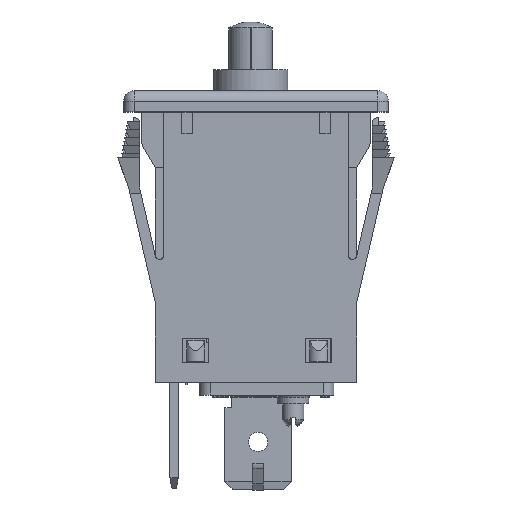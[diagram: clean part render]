
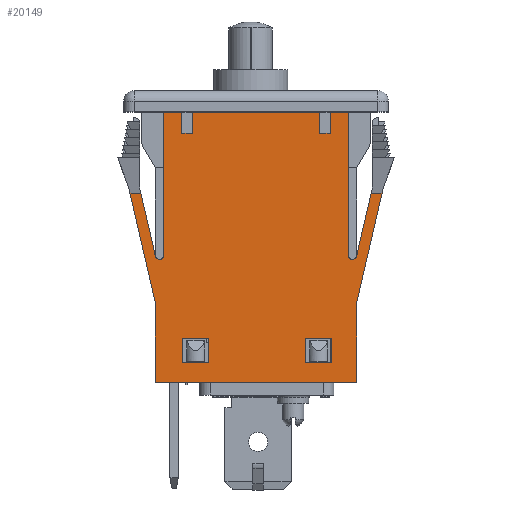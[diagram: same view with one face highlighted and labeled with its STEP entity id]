
A CAD part, top view. The second image highlights one B-rep face of the part: STEP entity #20149.
In plain terms, the highlighted planar face has unit normal (0, 0, 1).
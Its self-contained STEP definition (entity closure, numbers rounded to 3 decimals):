
#1045=DIRECTION('',(0.,-1.,0.));
#1046=VECTOR('',#1045,2.);
#1047=CARTESIAN_POINT('',(6.5,26.,5.5));
#1048=LINE('',#1047,#1046);
#1052=DIRECTION('',(1.,0.,0.));
#1053=VECTOR('',#1052,1.);
#1054=CARTESIAN_POINT('',(6.5,24.,5.5));
#1055=LINE('',#1054,#1053);
#1059=DIRECTION('',(0.,-1.,0.));
#1060=VECTOR('',#1059,2.);
#1061=CARTESIAN_POINT('',(7.5,26.,5.5));
#1062=LINE('',#1061,#1060);
#1066=DIRECTION('',(1.,0.,0.));
#1067=VECTOR('',#1066,1.7);
#1068=CARTESIAN_POINT('',(7.5,26.,5.5));
#1069=LINE('',#1068,#1067);
#1073=DIRECTION('',(0.,1.,0.));
#1074=VECTOR('',#1073,13.5);
#1075=CARTESIAN_POINT('',(9.2,12.5,5.5));
#1076=LINE('',#1075,#1074);
#1080=CARTESIAN_POINT('',(9.6,12.5,5.5));
#1081=DIRECTION('',(0.,0.,1.));
#1082=DIRECTION('',(-1.,0.,0.));
#1083=AXIS2_PLACEMENT_3D('',#1080,#1081,#1082);
#1088=DIRECTION('',(0.,1.,0.));
#1089=VECTOR('',#1088,7.509);
#1090=CARTESIAN_POINT('',(10.,0.5,5.5));
#1091=LINE('',#1090,#1089);
#1095=DIRECTION('',(-1.,0.,0.));
#1096=VECTOR('',#1095,19.);
#1097=CARTESIAN_POINT('',(10.,0.5,5.5));
#1098=LINE('',#1097,#1096);
#1102=DIRECTION('',(0.,-1.,0.));
#1103=VECTOR('',#1102,7.509);
#1104=CARTESIAN_POINT('',(-9.,8.009,5.5));
#1105=LINE('',#1104,#1103);
#1109=CARTESIAN_POINT('',(-8.6,12.5,5.5));
#1110=DIRECTION('',(0.,0.,1.));
#1111=DIRECTION('',(-0.974,-0.225,0.));
#1112=AXIS2_PLACEMENT_3D('',#1109,#1110,#1111);
#1117=DIRECTION('',(0.,-1.,0.));
#1118=VECTOR('',#1117,13.5);
#1119=CARTESIAN_POINT('',(-8.2,26.,5.5));
#1120=LINE('',#1119,#1118);
#1124=DIRECTION('',(1.,0.,0.));
#1125=VECTOR('',#1124,1.7);
#1126=CARTESIAN_POINT('',(-8.2,26.,5.5));
#1127=LINE('',#1126,#1125);
#1131=DIRECTION('',(0.,-1.,0.));
#1132=VECTOR('',#1131,2.);
#1133=CARTESIAN_POINT('',(-6.5,26.,5.5));
#1134=LINE('',#1133,#1132);
#1138=DIRECTION('',(1.,0.,0.));
#1139=VECTOR('',#1138,1.);
#1140=CARTESIAN_POINT('',(-6.5,24.,5.5));
#1141=LINE('',#1140,#1139);
#1145=DIRECTION('',(0.,-1.,0.));
#1146=VECTOR('',#1145,2.);
#1147=CARTESIAN_POINT('',(-5.5,26.,5.5));
#1148=LINE('',#1147,#1146);
#1152=DIRECTION('',(1.,0.,0.));
#1153=VECTOR('',#1152,12.);
#1154=CARTESIAN_POINT('',(-5.5,26.,5.5));
#1155=LINE('',#1154,#1153);
#1159=DIRECTION('',(0.,-1.,0.));
#1160=VECTOR('',#1159,2.3);
#1161=CARTESIAN_POINT('',(-6.45,4.67,5.5));
#1162=LINE('',#1161,#1160);
#1166=DIRECTION('',(1.,0.,0.));
#1167=VECTOR('',#1166,2.5);
#1168=CARTESIAN_POINT('',(-6.45,2.37,5.5));
#1169=LINE('',#1168,#1167);
#1173=DIRECTION('',(0.,1.,0.));
#1174=VECTOR('',#1173,2.3);
#1175=CARTESIAN_POINT('',(-3.95,2.37,5.5));
#1176=LINE('',#1175,#1174);
#1180=DIRECTION('',(-1.,0.,0.));
#1181=VECTOR('',#1180,2.5);
#1182=CARTESIAN_POINT('',(-3.95,4.67,5.5));
#1183=LINE('',#1182,#1181);
#1187=DIRECTION('',(0.,-1.,0.));
#1188=VECTOR('',#1187,2.3);
#1189=CARTESIAN_POINT('',(5.15,4.67,5.5));
#1190=LINE('',#1189,#1188);
#1194=DIRECTION('',(1.,0.,0.));
#1195=VECTOR('',#1194,2.5);
#1196=CARTESIAN_POINT('',(5.15,2.37,5.5));
#1197=LINE('',#1196,#1195);
#1201=DIRECTION('',(0.,1.,0.));
#1202=VECTOR('',#1201,2.3);
#1203=CARTESIAN_POINT('',(7.65,2.37,5.5));
#1204=LINE('',#1203,#1202);
#1208=DIRECTION('',(-1.,0.,0.));
#1209=VECTOR('',#1208,2.5);
#1210=CARTESIAN_POINT('',(7.65,4.67,5.5));
#1211=LINE('',#1210,#1209);
#1399=DIRECTION('',(-0.225,0.974,0.));
#1400=VECTOR('',#1399,6.087);
#1401=CARTESIAN_POINT('',(-8.99,12.41,5.5));
#1402=LINE('',#1401,#1400);
#1420=DIRECTION('',(-1.,0.,0.));
#1421=VECTOR('',#1420,1.026);
#1422=CARTESIAN_POINT('',(-10.359,18.341,5.5));
#1423=LINE('',#1422,#1421);
#2049=DIRECTION('',(0.225,-0.974,0.));
#2050=VECTOR('',#2049,10.604);
#2051=CARTESIAN_POINT('',(-11.385,18.341,5.5));
#2052=LINE('',#2051,#2050);
#2746=DIRECTION('',(0.225,0.974,0.));
#2747=VECTOR('',#2746,10.604);
#2748=CARTESIAN_POINT('',(10.,8.009,5.5));
#2749=LINE('',#2748,#2747);
#2760=DIRECTION('',(1.,0.,0.));
#2761=VECTOR('',#2760,1.026);
#2762=CARTESIAN_POINT('',(11.359,18.341,5.5));
#2763=LINE('',#2762,#2761);
#3048=DIRECTION('',(-0.225,-0.974,0.));
#3049=VECTOR('',#3048,6.087);
#3050=CARTESIAN_POINT('',(11.359,18.341,5.5));
#3051=LINE('',#3050,#3049);
#18219=CARTESIAN_POINT('',(9.2,26.,5.5));
#18220=VERTEX_POINT('',#18219);
#18223=CARTESIAN_POINT('',(-8.2,26.,5.5));
#18224=VERTEX_POINT('',#18223);
#18234=CARTESIAN_POINT('',(10.,0.5,5.5));
#18236=VERTEX_POINT('',#18234);
#18239=CARTESIAN_POINT('',(9.2,12.5,5.5));
#18240=VERTEX_POINT('',#18239);
#18243=CARTESIAN_POINT('',(-8.2,12.5,5.5));
#18244=VERTEX_POINT('',#18243);
#18246=CARTESIAN_POINT('',(-9.,0.5,5.5));
#18248=VERTEX_POINT('',#18246);
#18531=CARTESIAN_POINT('',(10.,8.009,5.5));
#18532=CARTESIAN_POINT('',(12.385,18.341,5.5));
#18533=VERTEX_POINT('',#18531);
#18534=VERTEX_POINT('',#18532);
#18539=CARTESIAN_POINT('',(11.359,18.341,5.5));
#18540=CARTESIAN_POINT('',(9.99,12.41,5.5));
#18541=VERTEX_POINT('',#18539);
#18542=VERTEX_POINT('',#18540);
#18567=CARTESIAN_POINT('',(-11.385,18.341,5.5));
#18568=CARTESIAN_POINT('',(-9.,8.009,5.5));
#18569=VERTEX_POINT('',#18567);
#18570=VERTEX_POINT('',#18568);
#18571=CARTESIAN_POINT('',(-8.99,12.41,5.5));
#18572=CARTESIAN_POINT('',(-10.359,18.341,5.5));
#18573=VERTEX_POINT('',#18571);
#18574=VERTEX_POINT('',#18572);
#18709=CARTESIAN_POINT('',(6.5,26.,5.5));
#18710=CARTESIAN_POINT('',(6.5,24.,5.5));
#18711=VERTEX_POINT('',#18709);
#18712=VERTEX_POINT('',#18710);
#18713=CARTESIAN_POINT('',(7.5,24.,5.5));
#18714=VERTEX_POINT('',#18713);
#18715=CARTESIAN_POINT('',(7.5,26.,5.5));
#18716=VERTEX_POINT('',#18715);
#18717=CARTESIAN_POINT('',(-6.5,26.,5.5));
#18718=CARTESIAN_POINT('',(-6.5,24.,5.5));
#18719=VERTEX_POINT('',#18717);
#18720=VERTEX_POINT('',#18718);
#18721=CARTESIAN_POINT('',(-5.5,24.,5.5));
#18722=VERTEX_POINT('',#18721);
#18723=CARTESIAN_POINT('',(-5.5,26.,5.5));
#18724=VERTEX_POINT('',#18723);
#18939=CARTESIAN_POINT('',(-6.45,4.67,5.5));
#18940=CARTESIAN_POINT('',(-6.45,2.37,5.5));
#18941=VERTEX_POINT('',#18939);
#18942=VERTEX_POINT('',#18940);
#18943=CARTESIAN_POINT('',(-3.95,2.37,5.5));
#18944=VERTEX_POINT('',#18943);
#18945=CARTESIAN_POINT('',(-3.95,4.67,5.5));
#18946=VERTEX_POINT('',#18945);
#18947=CARTESIAN_POINT('',(5.15,4.67,5.5));
#18948=CARTESIAN_POINT('',(5.15,2.37,5.5));
#18949=VERTEX_POINT('',#18947);
#18950=VERTEX_POINT('',#18948);
#18951=CARTESIAN_POINT('',(7.65,2.37,5.5));
#18952=VERTEX_POINT('',#18951);
#18953=CARTESIAN_POINT('',(7.65,4.67,5.5));
#18954=VERTEX_POINT('',#18953);
#20088=CARTESIAN_POINT('',(0.,0.5,5.5));
#20089=DIRECTION('',(0.,0.,1.));
#20090=DIRECTION('',(1.,0.,0.));
#20091=AXIS2_PLACEMENT_3D('',#20088,#20089,#20090);
#20092=PLANE('',#20091);
#20093=ORIENTED_EDGE('',*,*,#19835,.T.);
#20094=ORIENTED_EDGE('',*,*,#19865,.T.);
#20095=ORIENTED_EDGE('',*,*,#19894,.F.);
#20096=ORIENTED_EDGE('',*,*,#19947,.T.);
#20098=ORIENTED_EDGE('',*,*,#20097,.F.);
#20100=ORIENTED_EDGE('',*,*,#20099,.T.);
#20102=ORIENTED_EDGE('',*,*,#20101,.F.);
#20104=ORIENTED_EDGE('',*,*,#20103,.T.);
#20106=ORIENTED_EDGE('',*,*,#20105,.F.);
#20108=ORIENTED_EDGE('',*,*,#20107,.F.);
#20109=ORIENTED_EDGE('',*,*,#19531,.T.);
#20111=ORIENTED_EDGE('',*,*,#20110,.F.);
#20113=ORIENTED_EDGE('',*,*,#20112,.F.);
#20115=ORIENTED_EDGE('',*,*,#20114,.F.);
#20117=ORIENTED_EDGE('',*,*,#20116,.F.);
#20119=ORIENTED_EDGE('',*,*,#20118,.T.);
#20121=ORIENTED_EDGE('',*,*,#20120,.F.);
#20122=ORIENTED_EDGE('',*,*,#19961,.T.);
#20123=ORIENTED_EDGE('',*,*,#20024,.T.);
#20124=ORIENTED_EDGE('',*,*,#20052,.T.);
#20125=ORIENTED_EDGE('',*,*,#20079,.F.);
#20126=ORIENTED_EDGE('',*,*,#19953,.T.);
#20127=EDGE_LOOP('',(#20093,#20094,#20095,#20096,#20098,#20100,#20102,#20104,
#20106,#20108,#20109,#20111,#20113,#20115,#20117,#20119,#20121,#20122,#20123,
#20124,#20125,#20126));
#20128=FACE_OUTER_BOUND('',#20127,.F.);
#20130=ORIENTED_EDGE('',*,*,#20129,.T.);
#20132=ORIENTED_EDGE('',*,*,#20131,.T.);
#20134=ORIENTED_EDGE('',*,*,#20133,.T.);
#20136=ORIENTED_EDGE('',*,*,#20135,.T.);
#20137=EDGE_LOOP('',(#20130,#20132,#20134,#20136));
#20138=FACE_BOUND('',#20137,.F.);
#20140=ORIENTED_EDGE('',*,*,#20139,.T.);
#20142=ORIENTED_EDGE('',*,*,#20141,.T.);
#20144=ORIENTED_EDGE('',*,*,#20143,.T.);
#20146=ORIENTED_EDGE('',*,*,#20145,.T.);
#20147=EDGE_LOOP('',(#20140,#20142,#20144,#20146));
#20148=FACE_BOUND('',#20147,.F.);
#1084=CIRCLE('',#1083,0.4);
#1113=CIRCLE('',#1112,0.4);
#19531=EDGE_CURVE('',#18236,#18248,#1098,.T.);
#19835=EDGE_CURVE('',#18711,#18712,#1048,.T.);
#19865=EDGE_CURVE('',#18712,#18714,#1055,.T.);
#19894=EDGE_CURVE('',#18716,#18714,#1062,.T.);
#19947=EDGE_CURVE('',#18716,#18220,#1069,.T.);
#19953=EDGE_CURVE('',#18724,#18711,#1155,.T.);
#19961=EDGE_CURVE('',#18224,#18719,#1127,.T.);
#20024=EDGE_CURVE('',#18719,#18720,#1134,.T.);
#20052=EDGE_CURVE('',#18720,#18722,#1141,.T.);
#20079=EDGE_CURVE('',#18724,#18722,#1148,.T.);
#20097=EDGE_CURVE('',#18240,#18220,#1076,.T.);
#20099=EDGE_CURVE('',#18240,#18542,#1084,.T.);
#20101=EDGE_CURVE('',#18541,#18542,#3051,.T.);
#20103=EDGE_CURVE('',#18541,#18534,#2763,.T.);
#20105=EDGE_CURVE('',#18533,#18534,#2749,.T.);
#20107=EDGE_CURVE('',#18236,#18533,#1091,.T.);
#20110=EDGE_CURVE('',#18570,#18248,#1105,.T.);
#20112=EDGE_CURVE('',#18569,#18570,#2052,.T.);
#20114=EDGE_CURVE('',#18574,#18569,#1423,.T.);
#20116=EDGE_CURVE('',#18573,#18574,#1402,.T.);
#20118=EDGE_CURVE('',#18573,#18244,#1113,.T.);
#20120=EDGE_CURVE('',#18224,#18244,#1120,.T.);
#20129=EDGE_CURVE('',#18941,#18942,#1162,.T.);
#20131=EDGE_CURVE('',#18942,#18944,#1169,.T.);
#20133=EDGE_CURVE('',#18944,#18946,#1176,.T.);
#20135=EDGE_CURVE('',#18946,#18941,#1183,.T.);
#20139=EDGE_CURVE('',#18949,#18950,#1190,.T.);
#20141=EDGE_CURVE('',#18950,#18952,#1197,.T.);
#20143=EDGE_CURVE('',#18952,#18954,#1204,.T.);
#20145=EDGE_CURVE('',#18954,#18949,#1211,.T.);
#20149=ADVANCED_FACE('',(#20128,#20138,#20148),#20092,.T.);
